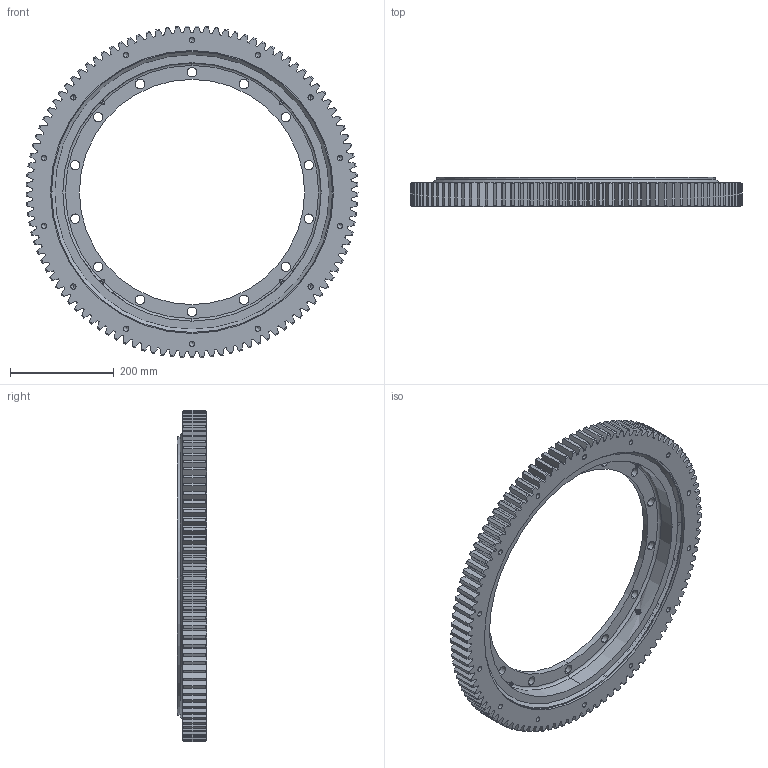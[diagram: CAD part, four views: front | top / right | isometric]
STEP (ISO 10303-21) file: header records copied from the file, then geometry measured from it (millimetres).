
FILE_DESCRIPTION (( 'STEP AP203' ), '1' );
FILE_NAME ('21-0541-01.STEP', '2017-12-27T14:43:33', ( 'defontaine' ), ( 'Hewlett-Packard Company' ), 'SwSTEP 2.0', 'SolidWorks 2016', '' );
FILE_SCHEMA (( 'CONFIG_CONTROL_DESIGN' ));
Length unit declared in the file: millimetre
Products named in the file (1): 21-0541-01
Bounding box: 639.99 x 56 x 639.93 mm (x, y, z)
Volume: 5162311.6 mm3; surface area: 880671.8 mm2
Topology: 9 solids, 9 shells, 871 faces, 2451 edges, 1595 vertices
Faces by surface type: cylinder 299, cone 271, plane 263, torus 28, sphere 10
Entity records: 29147 total; most frequent: CARTESIAN_POINT 6660, ORIENTED_EDGE 4836, DIRECTION 4646, EDGE_CURVE 2418, AXIS2_PLACEMENT_3D 1792, VERTEX_POINT 1592, VECTOR 1062, LINE 1062
